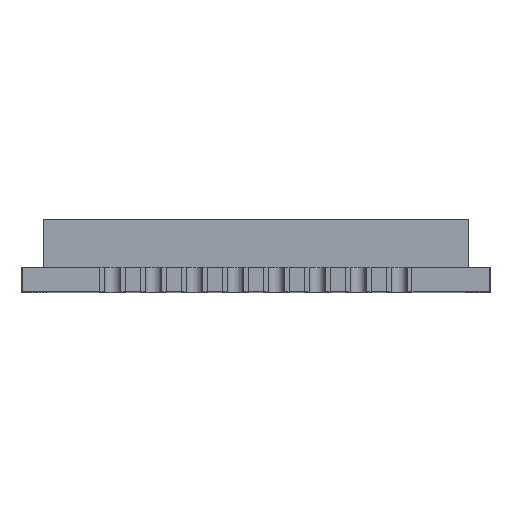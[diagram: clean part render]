
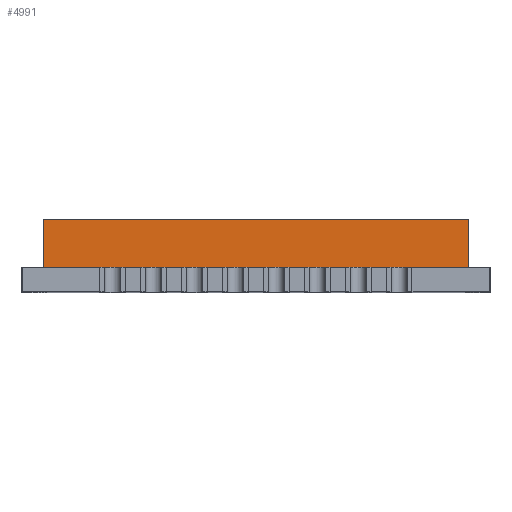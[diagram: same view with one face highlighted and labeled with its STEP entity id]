
A CAD part, top view. The second image highlights one B-rep face of the part: STEP entity #4991.
In plain terms, the highlighted planar face has unit normal (0, 0, 1).
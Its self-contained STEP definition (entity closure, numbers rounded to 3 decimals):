
#112 = LINE ( 'NONE', #2101, #3801 ) ;
#157 = VECTOR ( 'NONE', #2764, 1000. ) ;
#248 = ORIENTED_EDGE ( 'NONE', *, *, #2252, .F. ) ;
#464 = VECTOR ( 'NONE', #3058, 1000. ) ;
#517 = EDGE_CURVE ( 'NONE', #1770, #1558, #3157, .T. ) ;
#620 = EDGE_LOOP ( 'NONE', ( #1868, #2067, #248, #1680 ) ) ;
#760 = DIRECTION ( 'NONE',  ( 0., 0., -1. ) ) ;
#895 = EDGE_CURVE ( 'NONE', #2442, #1770, #5065, .T. ) ;
#1121 = DIRECTION ( 'NONE',  ( -1., 0., 0. ) ) ;
#1209 = CARTESIAN_POINT ( 'NONE',  ( 6.6, 2.25, 7.755 ) ) ;
#1245 = CARTESIAN_POINT ( 'NONE',  ( 6.6, 0.75, 7.755 ) ) ;
#1412 = CARTESIAN_POINT ( 'NONE',  ( -6.6, 2.25, 7.755 ) ) ;
#1558 = VERTEX_POINT ( 'NONE', #1245 ) ;
#1568 = CARTESIAN_POINT ( 'NONE',  ( 6.6, 0.75, 7.755 ) ) ;
#1680 = ORIENTED_EDGE ( 'NONE', *, *, #895, .T. ) ;
#1746 = CARTESIAN_POINT ( 'NONE',  ( 6.6, 2.25, 7.755 ) ) ;
#1770 = VERTEX_POINT ( 'NONE', #3973 ) ;
#1810 = EDGE_CURVE ( 'NONE', #4462, #1558, #4719, .T. ) ;
#1868 = ORIENTED_EDGE ( 'NONE', *, *, #517, .T. ) ;
#2067 = ORIENTED_EDGE ( 'NONE', *, *, #1810, .F. ) ;
#2101 = CARTESIAN_POINT ( 'NONE',  ( 6.6, 2.25, 7.755 ) ) ;
#2252 = EDGE_CURVE ( 'NONE', #2442, #4462, #112, .T. ) ;
#2442 = VERTEX_POINT ( 'NONE', #1412 ) ;
#2764 = DIRECTION ( 'NONE',  ( 0., -1., 0. ) ) ;
#3058 = DIRECTION ( 'NONE',  ( 1., 0., 0. ) ) ;
#3141 = FACE_OUTER_BOUND ( 'NONE', #620, .T. ) ;
#3157 = LINE ( 'NONE', #1568, #464 ) ;
#3464 = DIRECTION ( 'NONE',  ( 0., -1., 0. ) ) ;
#3625 = DIRECTION ( 'NONE',  ( 1., 0., 0. ) ) ;
#3801 = VECTOR ( 'NONE', #3625, 1000. ) ;
#3973 = CARTESIAN_POINT ( 'NONE',  ( -6.6, 0.75, 7.755 ) ) ;
#4298 = CARTESIAN_POINT ( 'NONE',  ( -6.6, 2.25, 7.755 ) ) ;
#4462 = VERTEX_POINT ( 'NONE', #1746 ) ;
#4481 = AXIS2_PLACEMENT_3D ( 'NONE', #4630, #760, #1121 ) ;
#4506 = VECTOR ( 'NONE', #3464, 1000. ) ;
#4630 = CARTESIAN_POINT ( 'NONE',  ( 6.6, 2.25, 7.755 ) ) ;
#4682 = PLANE ( 'NONE',  #4481 ) ;
#4719 = LINE ( 'NONE', #1209, #157 ) ;
#4991 = ADVANCED_FACE ( 'NONE', ( #3141 ), #4682, .F. ) ;
#5065 = LINE ( 'NONE', #4298, #4506 ) ;
